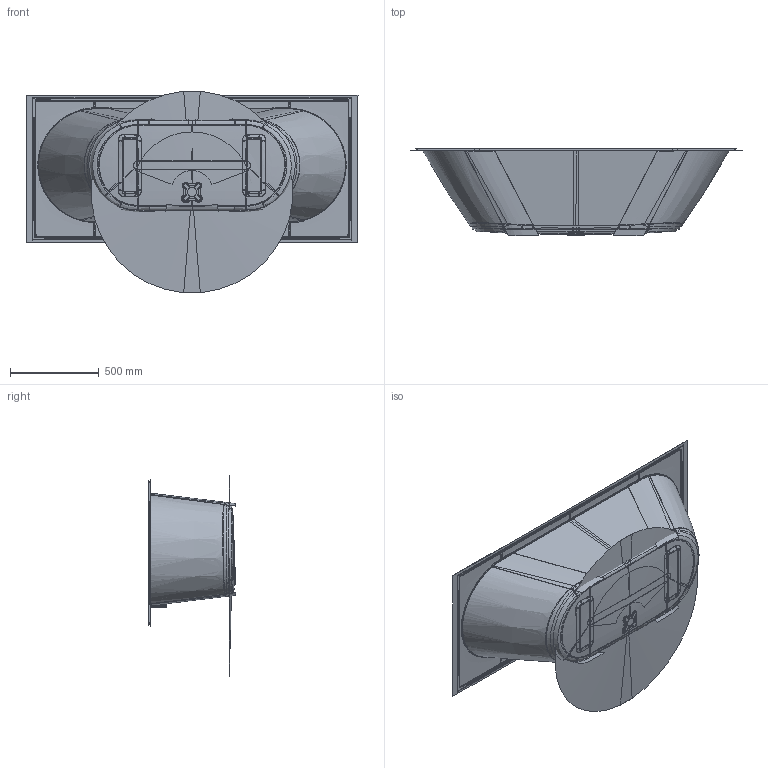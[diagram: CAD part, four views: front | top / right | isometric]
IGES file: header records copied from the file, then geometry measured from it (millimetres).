
Start section:  PTC IGES file: v3p1607-011_asm.igs
Global section: file name: v3p1607-011_asm.igs; native system: Creo Parametric by PTC Inc.; preprocessor: 2016260; author: nieboerk; organization: Unknown; date: 20171109.105547; units: millimetre
Bounding box: 1872 x 494.99 x 1134.93 mm (x, y, z)
Volume: 51395394.4 mm3; surface area: 56370696.1 mm2
Topology: 3 solids, 3 shells, 1028 faces, 6085 edges, 8430 vertices
Faces by surface type: bspline 714, revolution 308, extrusion 6
